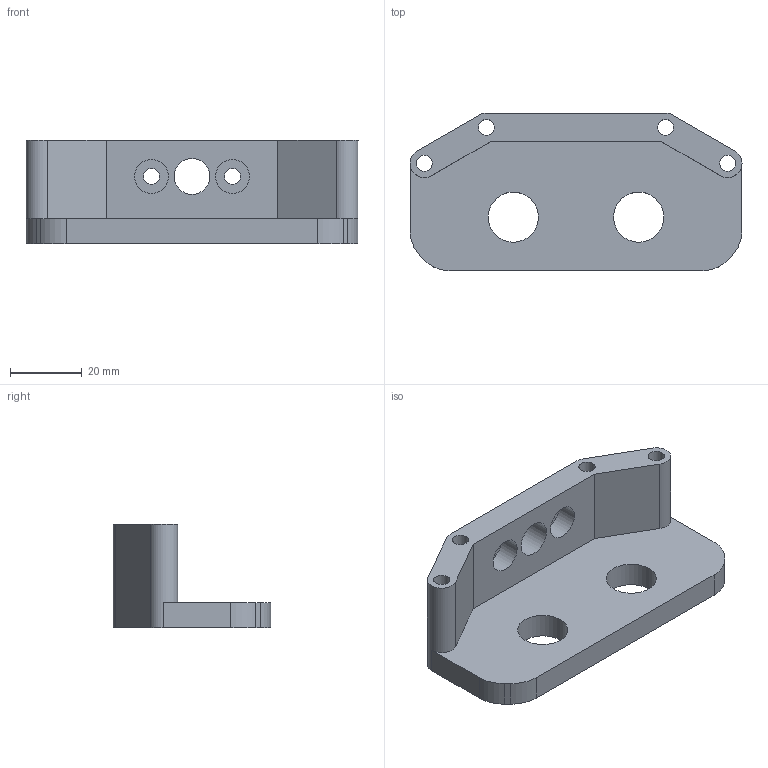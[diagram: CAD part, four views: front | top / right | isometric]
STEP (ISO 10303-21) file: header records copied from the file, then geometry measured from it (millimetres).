
FILE_DESCRIPTION(('FreeCAD Model'),'2;1');
FILE_NAME('Open CASCADE Shape Model','2024-10-24T11:41:33',(''),(''), 'Open CASCADE STEP processor 7.7','FreeCAD','Unknown');
FILE_SCHEMA(('AUTOMOTIVE_DESIGN { 1 0 10303 214 1 1 1 1 }'));
Length unit declared in the file: millimetre
Products named in the file (2): Claw Back; Claw Back Body
Assembly tree (1 placements, depth 2):
  Claw Back
    Claw Back Body
Bounding box: 92.64 x 44 x 29 mm (x, y, z)
Volume: 37851.7 mm3; surface area: 15743.1 mm2
Topology: 1 solids, 1 shells, 35 faces, 93 edges, 62 vertices
Faces by surface type: cylinder 19, plane 16
Full cylindrical faces by diameter (mm): 4.5 x6, 9.5 x2, 10 x1, 14 x2
Entity records: 1179 total; most frequent: DIRECTION 203, CARTESIAN_POINT 196, ORIENTED_EDGE 186, EDGE_CURVE 93, AXIS2_PLACEMENT_3D 77, VERTEX_POINT 62, FACE_BOUND 55, EDGE_LOOP 55
